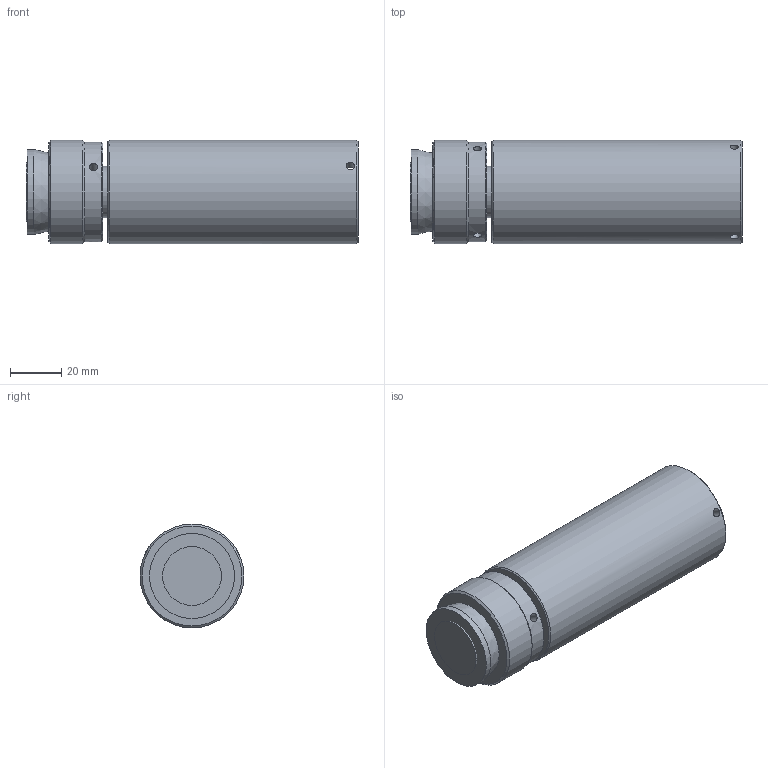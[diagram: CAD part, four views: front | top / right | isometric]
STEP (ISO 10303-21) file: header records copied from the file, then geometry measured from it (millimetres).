
FILE_DESCRIPTION (( 'STEP AP203' ), '1' );
FILE_NAME ('693015.STEP', '2024-07-15T02:07:26', ( 'Windows User' ), ( 'P R C' ), 'SwSTEP 2.0', 'SolidWorks 2020', '' );
FILE_SCHEMA (( 'CONFIG_CONTROL_DESIGN' ));
Length unit declared in the file: millimetre
Products named in the file (1): 693015
Bounding box: 130 x 40.64 x 40.64 mm (x, y, z)
Surface area: 35049.6 mm2 (no closed solid volume)
Topology: 0 solids, 8 shells, 35 faces, 79 edges, 55 vertices
Faces by surface type: cylinder 17, plane 11, cone 7
Full cylindrical faces by diameter (mm): 3.3 x6, 20 x1, 23 x2, 32 x1, 33.3 x3, 39.1 x1, 39.14 x1, 40.6 x1, 40.64 x1
Entity records: 2249 total; most frequent: CARTESIAN_POINT 1527, DIRECTION 128, ORIENTED_EDGE 79, EDGE_LOOP 73, AXIS2_PLACEMENT_3D 64, FACE_OUTER_BOUND 52, EDGE_CURVE 49, VERTEX_POINT 49
